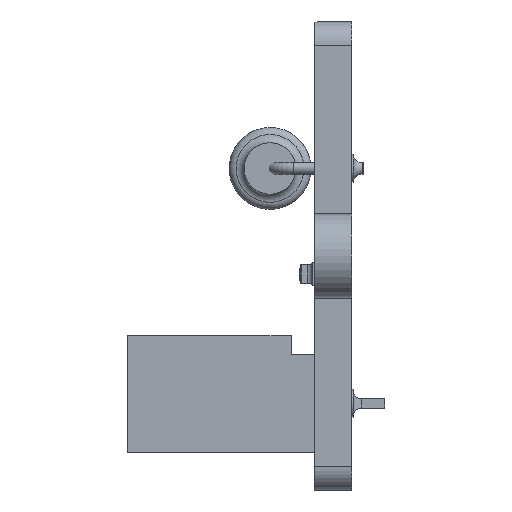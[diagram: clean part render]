
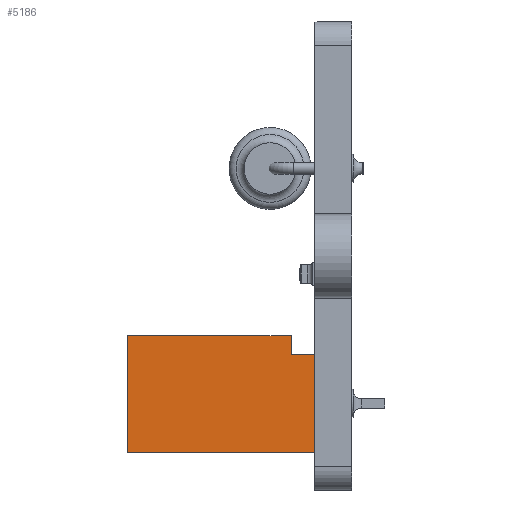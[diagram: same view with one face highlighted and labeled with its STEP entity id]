
A CAD part, left-side view. The second image highlights one B-rep face of the part: STEP entity #5186.
In plain terms, the highlighted planar face has unit normal (-1, 0, 0).
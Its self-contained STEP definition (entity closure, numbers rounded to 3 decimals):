
#159 = LINE ( 'NONE', #10892, #11039 ) ;
#296 = CARTESIAN_POINT ( 'NONE',  ( -5., 8., 0. ) ) ;
#592 = CARTESIAN_POINT ( 'NONE',  ( -5., 0., -5. ) ) ;
#627 = EDGE_CURVE ( 'NONE', #3435, #2224, #4293, .T. ) ;
#729 = PLANE ( 'NONE',  #10166 ) ;
#833 = CARTESIAN_POINT ( 'NONE',  ( -5., 1., 0. ) ) ;
#1464 = ORIENTED_EDGE ( 'NONE', *, *, #10046, .T. ) ;
#1690 = DIRECTION ( 'NONE',  ( 0., 0., 1. ) ) ;
#2205 = ORIENTED_EDGE ( 'NONE', *, *, #9255, .F. ) ;
#2224 = VERTEX_POINT ( 'NONE', #833 ) ;
#2261 = CARTESIAN_POINT ( 'NONE',  ( -5., 1., 0. ) ) ;
#2619 = VERTEX_POINT ( 'NONE', #5793 ) ;
#2805 = EDGE_CURVE ( 'NONE', #8444, #2224, #9105, .T. ) ;
#3300 = ORIENTED_EDGE ( 'NONE', *, *, #12544, .T. ) ;
#3373 = LINE ( 'NONE', #9079, #5167 ) ;
#3435 = VERTEX_POINT ( 'NONE', #9442 ) ;
#3478 = CARTESIAN_POINT ( 'NONE',  ( -5., 8., -5. ) ) ;
#4156 = CARTESIAN_POINT ( 'NONE',  ( -5., 0., -0.8 ) ) ;
#4293 = LINE ( 'NONE', #2261, #7851 ) ;
#5167 = VECTOR ( 'NONE', #12092, 1000. ) ;
#5186 = ADVANCED_FACE ( 'NONE', ( #9562 ), #729, .F. ) ;
#5343 = LINE ( 'NONE', #3478, #9832 ) ;
#5793 = CARTESIAN_POINT ( 'NONE',  ( -5., 8., -5. ) ) ;
#5851 = DIRECTION ( 'NONE',  ( 0., 0., -1. ) ) ;
#6111 = DIRECTION ( 'NONE',  ( 0., 0., 1. ) ) ;
#6509 = CARTESIAN_POINT ( 'NONE',  ( -5., 0., 0. ) ) ;
#7142 = DIRECTION ( 'NONE',  ( 0., 0., 1. ) ) ;
#7252 = ORIENTED_EDGE ( 'NONE', *, *, #2805, .F. ) ;
#7413 = VECTOR ( 'NONE', #1690, 1000. ) ;
#7851 = VECTOR ( 'NONE', #6111, 1000. ) ;
#8201 = LINE ( 'NONE', #6509, #7413 ) ;
#8290 = DIRECTION ( 'NONE',  ( 0., -1., 0. ) ) ;
#8444 = VERTEX_POINT ( 'NONE', #12212 ) ;
#8593 = DIRECTION ( 'NONE',  ( 1., 0., 0. ) ) ;
#8784 = EDGE_CURVE ( 'NONE', #2619, #9055, #5343, .T. ) ;
#8976 = VECTOR ( 'NONE', #11927, 1000. ) ;
#9055 = VERTEX_POINT ( 'NONE', #592 ) ;
#9079 = CARTESIAN_POINT ( 'NONE',  ( -5., 0., -0.8 ) ) ;
#9105 = LINE ( 'NONE', #296, #8976 ) ;
#9255 = EDGE_CURVE ( 'NONE', #2619, #8444, #159, .T. ) ;
#9442 = CARTESIAN_POINT ( 'NONE',  ( -5., 1., -0.8 ) ) ;
#9562 = FACE_OUTER_BOUND ( 'NONE', #12018, .T. ) ;
#9832 = VECTOR ( 'NONE', #8290, 1000. ) ;
#10046 = EDGE_CURVE ( 'NONE', #9055, #10933, #8201, .T. ) ;
#10166 = AXIS2_PLACEMENT_3D ( 'NONE', #12580, #8593, #5851 ) ;
#10892 = CARTESIAN_POINT ( 'NONE',  ( -5., 8., 0. ) ) ;
#10933 = VERTEX_POINT ( 'NONE', #4156 ) ;
#11039 = VECTOR ( 'NONE', #7142, 1000. ) ;
#11688 = ORIENTED_EDGE ( 'NONE', *, *, #8784, .T. ) ;
#11927 = DIRECTION ( 'NONE',  ( 0., -1., 0. ) ) ;
#12018 = EDGE_LOOP ( 'NONE', ( #3300, #12109, #7252, #2205, #11688, #1464 ) ) ;
#12092 = DIRECTION ( 'NONE',  ( 0., 1., 0. ) ) ;
#12109 = ORIENTED_EDGE ( 'NONE', *, *, #627, .T. ) ;
#12212 = CARTESIAN_POINT ( 'NONE',  ( -5., 8., 0. ) ) ;
#12544 = EDGE_CURVE ( 'NONE', #10933, #3435, #3373, .T. ) ;
#12580 = CARTESIAN_POINT ( 'NONE',  ( -5., 8., 0. ) ) ;
